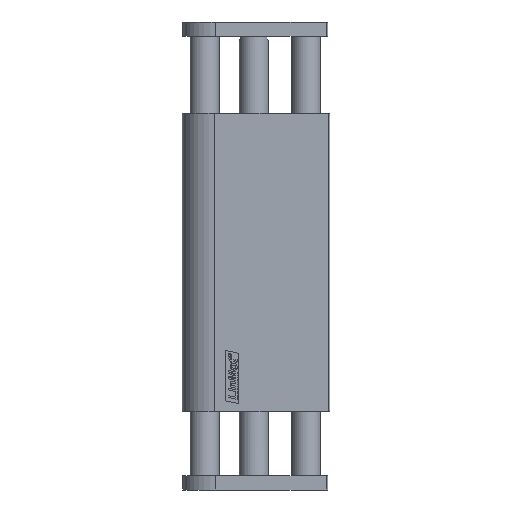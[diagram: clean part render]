
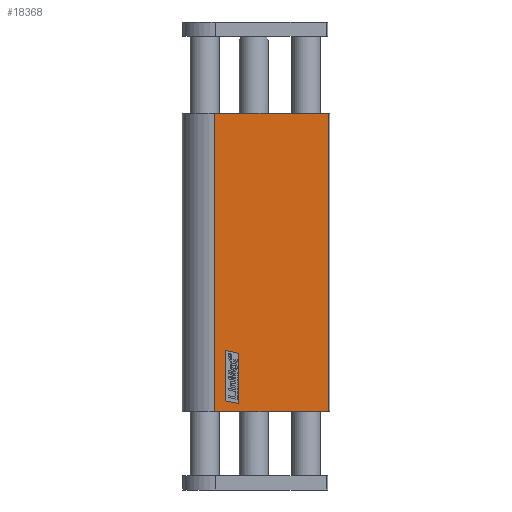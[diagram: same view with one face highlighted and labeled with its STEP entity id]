
A CAD part, left-side view. The second image highlights one B-rep face of the part: STEP entity #18368.
In plain terms, the highlighted planar face has unit normal (-1, 0, 0).
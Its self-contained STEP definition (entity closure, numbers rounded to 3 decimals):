
#186 = ORIENTED_EDGE ( 'NONE', *, *, #44696, .T. ) ;
#229 = VECTOR ( 'NONE', #88222, 1000. ) ;
#907 = CARTESIAN_POINT ( 'NONE',  ( -22.5, -0.67, 3.146 ) ) ;
#2056 = ORIENTED_EDGE ( 'NONE', *, *, #12818, .T. ) ;
#2522 = VERTEX_POINT ( 'NONE', #8879 ) ;
#3187 = PLANE ( 'NONE',  #52895 ) ;
#4800 = LINE ( 'NONE', #77588, #83224 ) ;
#4908 = VERTEX_POINT ( 'NONE', #95496 ) ;
#6250 = CARTESIAN_POINT ( 'NONE',  ( -22.5, -51.5, 206. ) ) ;
#8879 = CARTESIAN_POINT ( 'NONE',  ( -22.5, 10.3, 5.482 ) ) ;
#10427 = FACE_OUTER_BOUND ( 'NONE', #10941, .T. ) ;
#10941 = EDGE_LOOP ( 'NONE', ( #186, #80853, #75978, #2056 ) ) ;
#12818 = EDGE_CURVE ( 'NONE', #14467, #66717, #81429, .T. ) ;
#14097 = ORIENTED_EDGE ( 'NONE', *, *, #76391, .T. ) ;
#14467 = VERTEX_POINT ( 'NONE', #22008 ) ;
#14556 = ORIENTED_EDGE ( 'NONE', *, *, #56793, .T. ) ;
#18150 = CARTESIAN_POINT ( 'NONE',  ( -22.5, -7.753, 36.433 ) ) ;
#18252 = EDGE_CURVE ( 'NONE', #4908, #95635, #43554, .T. ) ;
#18368 = ADVANCED_FACE ( 'NONE', ( #10427, #63803 ), #3187, .T. ) ;
#18835 = VECTOR ( 'NONE', #30487, 1000. ) ;
#22008 = CARTESIAN_POINT ( 'NONE',  ( -22.5, 27., 206. ) ) ;
#22666 = CARTESIAN_POINT ( 'NONE',  ( -22.5, -52.5, 206. ) ) ;
#23099 = LINE ( 'NONE', #30391, #63607 ) ;
#24045 = EDGE_CURVE ( 'NONE', #88449, #43940, #76642, .T. ) ;
#25439 = LINE ( 'NONE', #22666, #73133 ) ;
#25836 = ORIENTED_EDGE ( 'NONE', *, *, #82913, .T. ) ;
#30391 = CARTESIAN_POINT ( 'NONE',  ( -22.5, -52.5, 0. ) ) ;
#30482 = CARTESIAN_POINT ( 'NONE',  ( -22.5, 27., 206. ) ) ;
#30487 = DIRECTION ( 'NONE',  ( 0., 0.978, 0.208 ) ) ;
#31823 = DIRECTION ( 'NONE',  ( 0., -1., 0. ) ) ;
#35200 = EDGE_CURVE ( 'NONE', #14467, #95635, #25439, .T. ) ;
#37763 = LINE ( 'NONE', #907, #18835 ) ;
#38545 = LINE ( 'NONE', #18150, #40800 ) ;
#38886 = CARTESIAN_POINT ( 'NONE',  ( -22.5, 10.3, 40.274 ) ) ;
#40800 = VECTOR ( 'NONE', #75385, 1000. ) ;
#42818 = CARTESIAN_POINT ( 'NONE',  ( -22.5, -51.5, 206. ) ) ;
#43097 = DIRECTION ( 'NONE',  ( 0., 0., 1. ) ) ;
#43554 = LINE ( 'NONE', #6250, #229 ) ;
#43940 = VERTEX_POINT ( 'NONE', #81565 ) ;
#44696 = EDGE_CURVE ( 'NONE', #66717, #4908, #23099, .T. ) ;
#48470 = DIRECTION ( 'NONE',  ( 0., 0., -1. ) ) ;
#52895 = AXIS2_PLACEMENT_3D ( 'NONE', #56499, #62829, #84622 ) ;
#55012 = DIRECTION ( 'NONE',  ( 0., -1., 0. ) ) ;
#56499 = CARTESIAN_POINT ( 'NONE',  ( -22.5, 0., 203. ) ) ;
#56793 = EDGE_CURVE ( 'NONE', #2522, #88449, #37763, .T. ) ;
#57361 = VECTOR ( 'NONE', #60065, 1000. ) ;
#60014 = VECTOR ( 'NONE', #43097, 1000. ) ;
#60065 = DIRECTION ( 'NONE',  ( 0., 0., -1. ) ) ;
#62829 = DIRECTION ( 'NONE',  ( -1., 0., 0. ) ) ;
#63607 = VECTOR ( 'NONE', #31823, 1000. ) ;
#63803 = FACE_BOUND ( 'NONE', #95588, .T. ) ;
#66717 = VERTEX_POINT ( 'NONE', #81521 ) ;
#73133 = VECTOR ( 'NONE', #55012, 1000. ) ;
#75385 = DIRECTION ( 'NONE',  ( 0., -0.978, -0.208 ) ) ;
#75978 = ORIENTED_EDGE ( 'NONE', *, *, #35200, .F. ) ;
#76391 = EDGE_CURVE ( 'NONE', #87667, #2522, #4800, .T. ) ;
#76642 = LINE ( 'NONE', #86325, #60014 ) ;
#77588 = CARTESIAN_POINT ( 'NONE',  ( -22.5, 10.3, 0. ) ) ;
#80655 = CARTESIAN_POINT ( 'NONE',  ( -22.5, 19.285, 7.395 ) ) ;
#80853 = ORIENTED_EDGE ( 'NONE', *, *, #18252, .T. ) ;
#81429 = LINE ( 'NONE', #30482, #57361 ) ;
#81521 = CARTESIAN_POINT ( 'NONE',  ( -22.5, 27., 0. ) ) ;
#81565 = CARTESIAN_POINT ( 'NONE',  ( -22.5, 19.285, 42.186 ) ) ;
#82913 = EDGE_CURVE ( 'NONE', #43940, #87667, #38545, .T. ) ;
#83224 = VECTOR ( 'NONE', #48470, 1000. ) ;
#84622 = DIRECTION ( 'NONE',  ( 0., 0., 1. ) ) ;
#86325 = CARTESIAN_POINT ( 'NONE',  ( -22.5, 19.285, 0. ) ) ;
#87259 = ORIENTED_EDGE ( 'NONE', *, *, #24045, .T. ) ;
#87667 = VERTEX_POINT ( 'NONE', #38886 ) ;
#88222 = DIRECTION ( 'NONE',  ( 0., 0., 1. ) ) ;
#88449 = VERTEX_POINT ( 'NONE', #80655 ) ;
#95496 = CARTESIAN_POINT ( 'NONE',  ( -22.5, -51.5, 0. ) ) ;
#95588 = EDGE_LOOP ( 'NONE', ( #87259, #25836, #14097, #14556 ) ) ;
#95635 = VERTEX_POINT ( 'NONE', #42818 ) ;
